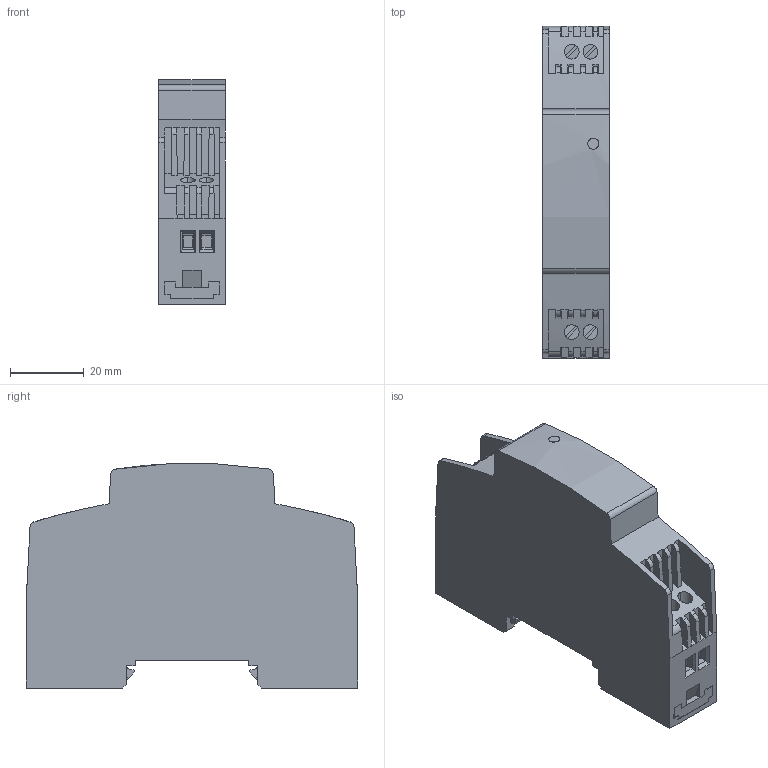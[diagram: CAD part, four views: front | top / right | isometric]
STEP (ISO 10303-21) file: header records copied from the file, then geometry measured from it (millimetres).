
FILE_DESCRIPTION(('Creo Elements/Direct Modeling STEP Export'),'2;1');
FILE_NAME('model.stp','2018-03-19T17:54:17',(''),(''),'Creo Elements/Direct Modeling STEP processor for AP214 (Solid Model)','Creo Elements/Direct Modeling 18.1I 14-Aug-2016 (C) Parametric Technology GmbH','');
FILE_SCHEMA(('AUTOMOTIVE_DESIGN { 1 0 10303 214 1 1 1 1 }'));
Length unit declared in the file: millimetre
Products named in the file (2): STEP_PS_48AC_24DC_0.5-select
Assembly tree (1 placements, depth 2):
  STEP_PS_48AC_24DC_0.5-select
    STEP_PS_48AC_24DC_0.5-select
Bounding box: 18 x 90 x 60.78 mm (x, y, z)
Volume: 76378.3 mm3; surface area: 16870.3 mm2
Topology: 1 solids, 1 shells, 317 faces, 854 edges, 550 vertices
Faces by surface type: plane 280, cylinder 35, bspline 2
Entity records: 12736 total; most frequent: CARTESIAN_POINT 2303, ORIENTED_EDGE 1708, DIRECTION 1507, EDGE_CURVE 854, VECTOR 677, LINE 677, VERTEX_POINT 550, AXIS2_PLACEMENT_3D 415
